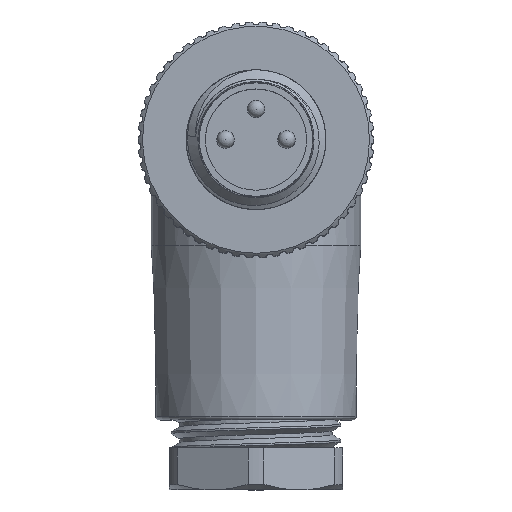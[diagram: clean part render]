
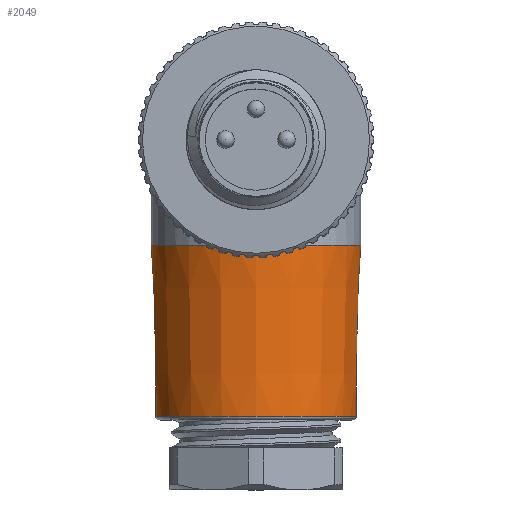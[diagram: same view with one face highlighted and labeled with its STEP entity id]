
A CAD part, top view. The second image highlights one B-rep face of the part: STEP entity #2049.
In plain terms, the highlighted conical face has half-angle 1.432 degrees and reference radius 5.877 mm.
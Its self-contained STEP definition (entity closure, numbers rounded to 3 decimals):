
#2049=ADVANCED_FACE('',(#4841,#4842),#2450,.T.);
#2450=CONICAL_SURFACE('',#14828,5.877,1.432);
#4841=FACE_BOUND('',#5279,.T.);
#4842=FACE_BOUND('',#5280,.T.);
#5279=EDGE_LOOP('',(#7853));
#5280=EDGE_LOOP('',(#7854));
#7853=ORIENTED_EDGE('',*,*,#12571,.F.);
#7854=ORIENTED_EDGE('',*,*,#12569,.F.);
#10753=VERTEX_POINT('',#28565);
#10755=VERTEX_POINT('',#28571);
#12569=EDGE_CURVE('',#10753,#10753,#13923,.T.);
#12571=EDGE_CURVE('',#10755,#10755,#13925,.T.);
#13923=CIRCLE('',#14823,5.755);
#13925=CIRCLE('',#14827,6.);
#14823=AXIS2_PLACEMENT_3D('',#28564,#17107,#17108);
#14827=AXIS2_PLACEMENT_3D('',#28570,#17115,#17116);
#14828=AXIS2_PLACEMENT_3D('',#28572,#17117,#17118);
#17107=DIRECTION('',(0.,-1.,0.));
#17108=DIRECTION('',(0.,0.,-1.));
#17115=DIRECTION('',(0.,1.,0.));
#17116=DIRECTION('',(0.,0.,-1.));
#17117=DIRECTION('',(0.,1.,0.));
#17118=DIRECTION('',(0.,0.,1.));
#28564=CARTESIAN_POINT('',(0.,-15.805,-34.));
#28565=CARTESIAN_POINT('',(0.,-15.805,-39.755));
#28570=CARTESIAN_POINT('',(0.,-6.,-34.));
#28571=CARTESIAN_POINT('',(0.,-6.,-28.));
#28572=CARTESIAN_POINT('',(0.,-10.902,-34.));
